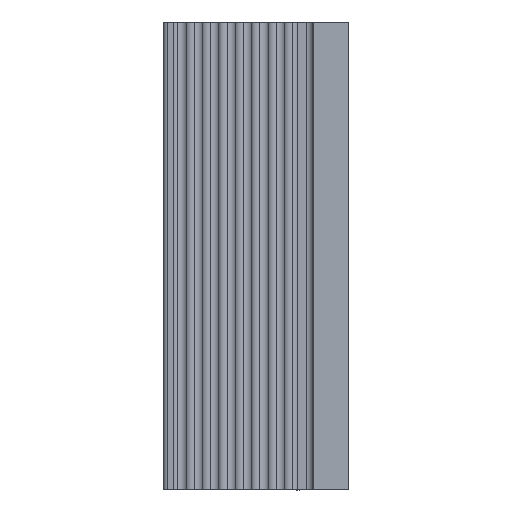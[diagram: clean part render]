
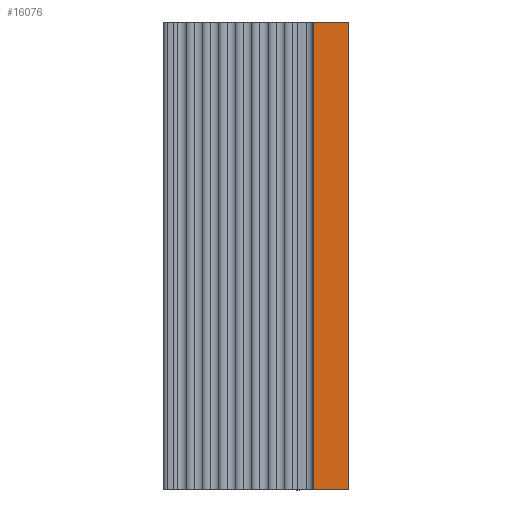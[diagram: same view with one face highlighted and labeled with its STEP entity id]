
A CAD part, front view. The second image highlights one B-rep face of the part: STEP entity #16076.
In plain terms, the highlighted planar face has unit normal (0, -1, 0).
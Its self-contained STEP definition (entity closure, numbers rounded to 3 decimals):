
#655 = EDGE_CURVE ( 'NONE', #14201, #14200, #5191, .T. ) ;
#779 = CARTESIAN_POINT ( 'NONE',  ( 133.321, -227.885, 59.995 ) ) ;
#791 = CARTESIAN_POINT ( 'NONE',  ( 133.321, -227.885, 2.083 ) ) ;
#827 = CARTESIAN_POINT ( 'NONE',  ( 137.658, -227.885, 2.083 ) ) ;
#840 = CARTESIAN_POINT ( 'NONE',  ( 137.658, -227.885, 59.995 ) ) ;
#2073 = DIRECTION ( 'NONE',  ( 1., 0., 0. ) ) ;
#2074 = CARTESIAN_POINT ( 'NONE',  ( 114.798, -227.885, 59.995 ) ) ;
#2082 = DIRECTION ( 'NONE',  ( 0., 0., 1. ) ) ;
#2084 = CARTESIAN_POINT ( 'NONE',  ( 137.658, -227.885, 59.995 ) ) ;
#2106 = DIRECTION ( 'NONE',  ( 1., 0., 0. ) ) ;
#2107 = CARTESIAN_POINT ( 'NONE',  ( 137.658, -227.885, 2.083 ) ) ;
#4652 = ORIENTED_EDGE ( 'NONE', *, *, #13637, .T. ) ;
#4653 = ORIENTED_EDGE ( 'NONE', *, *, #13630, .T. ) ;
#4654 = ORIENTED_EDGE ( 'NONE', *, *, #655, .T. ) ;
#4655 = ORIENTED_EDGE ( 'NONE', *, *, #13640, .F. ) ;
#5188 = VECTOR ( 'NONE', #12793, 1000. ) ;
#5191 = LINE ( 'NONE', #12794, #5188 ) ;
#5592 = LINE ( 'NONE', #2107, #5654 ) ;
#5594 = LINE ( 'NONE', #2084, #5664 ) ;
#5654 = VECTOR ( 'NONE', #2106, 1000. ) ;
#5663 = LINE ( 'NONE', #2074, #5667 ) ;
#5664 = VECTOR ( 'NONE', #2082, 1000. ) ;
#5667 = VECTOR ( 'NONE', #2073, 1000. ) ;
#6956 = AXIS2_PLACEMENT_3D ( 'NONE', #18442, #18431, #18430 ) ;
#7886 = FACE_OUTER_BOUND ( 'NONE', #15298, .T. ) ;
#12793 = DIRECTION ( 'NONE',  ( 0., 0., -1. ) ) ;
#12794 = CARTESIAN_POINT ( 'NONE',  ( 133.321, -227.885, 59.995 ) ) ;
#13630 = EDGE_CURVE ( 'NONE', #14200, #14197, #5592, .T. ) ;
#13637 = EDGE_CURVE ( 'NONE', #14197, #14196, #5594, .T. ) ;
#13640 = EDGE_CURVE ( 'NONE', #14201, #14196, #5663, .T. ) ;
#14196 = VERTEX_POINT ( 'NONE', #840 ) ;
#14197 = VERTEX_POINT ( 'NONE', #827 ) ;
#14200 = VERTEX_POINT ( 'NONE', #791 ) ;
#14201 = VERTEX_POINT ( 'NONE', #779 ) ;
#15298 = EDGE_LOOP ( 'NONE', ( #4655, #4654, #4653, #4652 ) ) ;
#16076 = ADVANCED_FACE ( 'NONE', ( #7886 ), #18440, .T. ) ;
#18430 = DIRECTION ( 'NONE',  ( 0., 0., -1. ) ) ;
#18431 = DIRECTION ( 'NONE',  ( 0., -1., 0. ) ) ;
#18440 = PLANE ( 'NONE',  #6956 ) ;
#18442 = CARTESIAN_POINT ( 'NONE',  ( 137.658, -227.885, 59.995 ) ) ;
